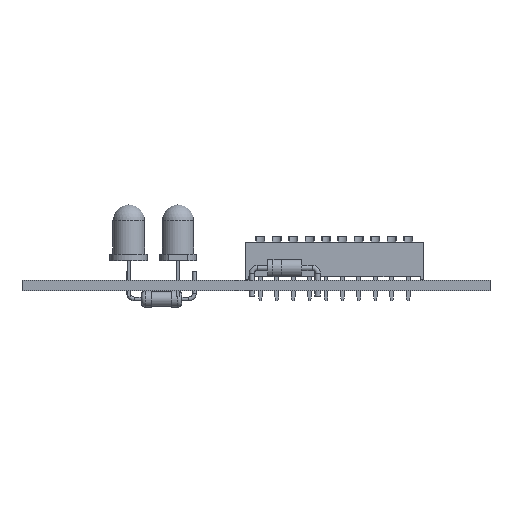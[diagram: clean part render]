
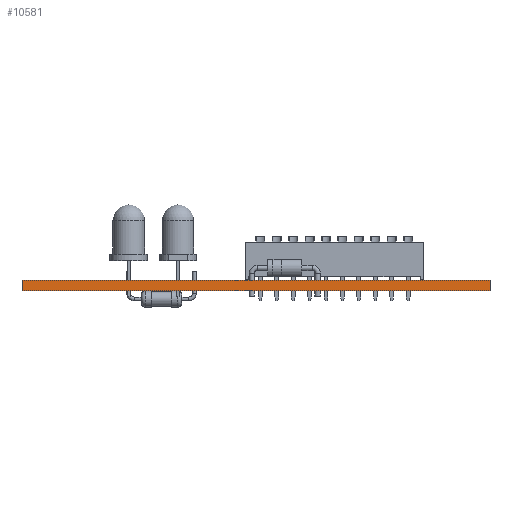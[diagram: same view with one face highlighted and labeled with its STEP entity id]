
A CAD part, front view. The second image highlights one B-rep face of the part: STEP entity #10581.
In plain terms, the highlighted planar face has unit normal (0, -1, 0).
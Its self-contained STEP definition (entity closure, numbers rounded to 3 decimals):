
#10581 = ADVANCED_FACE('',(#10582),#10616,.T.);
#10582 = FACE_BOUND('',#10583,.T.);
#10583 = EDGE_LOOP('',(#10584,#10594,#10602,#10610));
#10584 = ORIENTED_EDGE('',*,*,#10585,.T.);
#10585 = EDGE_CURVE('',#10586,#10588,#10590,.T.);
#10586 = VERTEX_POINT('',#10587);
#10587 = CARTESIAN_POINT('',(127.,-168.91,0.));
#10588 = VERTEX_POINT('',#10589);
#10589 = CARTESIAN_POINT('',(127.,-168.91,1.6));
#10590 = LINE('',#10591,#10592);
#10591 = CARTESIAN_POINT('',(127.,-168.91,0.));
#10592 = VECTOR('',#10593,1.);
#10593 = DIRECTION('',(0.,0.,1.));
#10594 = ORIENTED_EDGE('',*,*,#10595,.T.);
#10595 = EDGE_CURVE('',#10588,#10596,#10598,.T.);
#10596 = VERTEX_POINT('',#10597);
#10597 = CARTESIAN_POINT('',(54.61,-168.91,1.6));
#10598 = LINE('',#10599,#10600);
#10599 = CARTESIAN_POINT('',(127.,-168.91,1.6));
#10600 = VECTOR('',#10601,1.);
#10601 = DIRECTION('',(-1.,0.,0.));
#10602 = ORIENTED_EDGE('',*,*,#10603,.F.);
#10603 = EDGE_CURVE('',#10604,#10596,#10606,.T.);
#10604 = VERTEX_POINT('',#10605);
#10605 = CARTESIAN_POINT('',(54.61,-168.91,0.));
#10606 = LINE('',#10607,#10608);
#10607 = CARTESIAN_POINT('',(54.61,-168.91,0.));
#10608 = VECTOR('',#10609,1.);
#10609 = DIRECTION('',(0.,0.,1.));
#10610 = ORIENTED_EDGE('',*,*,#10611,.F.);
#10611 = EDGE_CURVE('',#10586,#10604,#10612,.T.);
#10612 = LINE('',#10613,#10614);
#10613 = CARTESIAN_POINT('',(127.,-168.91,0.));
#10614 = VECTOR('',#10615,1.);
#10615 = DIRECTION('',(-1.,0.,0.));
#10616 = PLANE('',#10617);
#10617 = AXIS2_PLACEMENT_3D('',#10618,#10619,#10620);
#10618 = CARTESIAN_POINT('',(127.,-168.91,0.));
#10619 = DIRECTION('',(0.,-1.,0.));
#10620 = DIRECTION('',(-1.,0.,0.));
